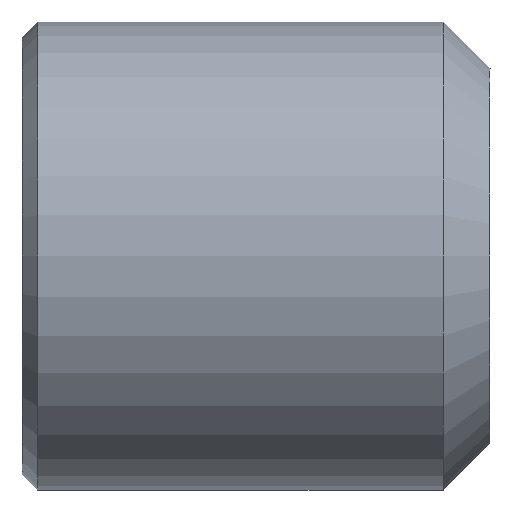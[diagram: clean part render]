
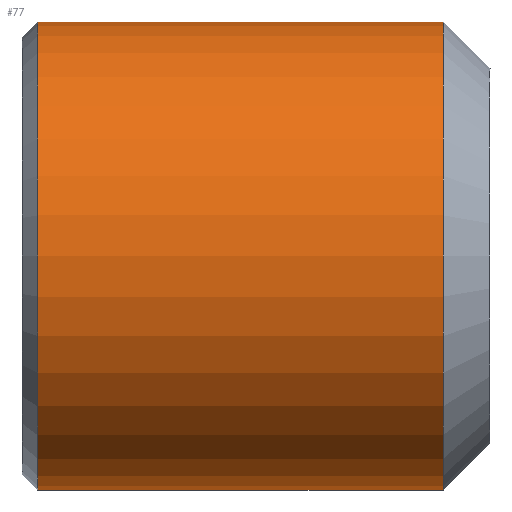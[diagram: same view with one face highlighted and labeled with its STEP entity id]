
A CAD part, left-side view. The second image highlights one B-rep face of the part: STEP entity #77.
In plain terms, the highlighted cylindrical face has radius 1.5 mm (diameter 3 mm), a full revolution.
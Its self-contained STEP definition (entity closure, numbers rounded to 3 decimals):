
#15=CYLINDRICAL_SURFACE('',#99,1.5);
#17=LINE('',#147,#20);
#20=VECTOR('',#124,1.5);
#26=FACE_OUTER_BOUND('',#31,.T.);
#31=EDGE_LOOP('',(#61,#62,#63,#64,#65,#66));
#35=CIRCLE('',#97,1.5);
#36=CIRCLE('',#98,1.5);
#37=CIRCLE('',#100,1.5);
#38=CIRCLE('',#101,1.5);
#41=VERTEX_POINT('',#137);
#42=VERTEX_POINT('',#138);
#43=VERTEX_POINT('',#143);
#44=VERTEX_POINT('',#144);
#47=EDGE_CURVE('',#41,#42,#35,.T.);
#49=EDGE_CURVE('',#42,#41,#36,.T.);
#50=EDGE_CURVE('',#43,#44,#37,.T.);
#51=EDGE_CURVE('',#44,#43,#38,.T.);
#52=EDGE_CURVE('',#44,#41,#17,.T.);
#61=ORIENTED_EDGE('',*,*,#50,.F.);
#62=ORIENTED_EDGE('',*,*,#51,.F.);
#63=ORIENTED_EDGE('',*,*,#52,.T.);
#64=ORIENTED_EDGE('',*,*,#49,.F.);
#65=ORIENTED_EDGE('',*,*,#47,.F.);
#66=ORIENTED_EDGE('',*,*,#52,.F.);
#77=ADVANCED_FACE('',(#26),#15,.T.);
#97=AXIS2_PLACEMENT_3D('',#139,#113,#114);
#98=AXIS2_PLACEMENT_3D('',#141,#116,#117);
#99=AXIS2_PLACEMENT_3D('',#142,#118,#119);
#100=AXIS2_PLACEMENT_3D('',#145,#120,#121);
#101=AXIS2_PLACEMENT_3D('',#146,#122,#123);
#113=DIRECTION('center_axis',(0.,-1.,0.));
#114=DIRECTION('ref_axis',(-1.,0.,0.));
#116=DIRECTION('center_axis',(0.,-1.,0.));
#117=DIRECTION('ref_axis',(-1.,0.,0.));
#118=DIRECTION('center_axis',(0.,1.,0.));
#119=DIRECTION('ref_axis',(1.,0.,0.));
#120=DIRECTION('center_axis',(0.,1.,0.));
#121=DIRECTION('ref_axis',(-1.,0.,0.));
#122=DIRECTION('center_axis',(0.,1.,0.));
#123=DIRECTION('ref_axis',(-1.,0.,0.));
#124=DIRECTION('',(0.,-1.,0.));
#137=CARTESIAN_POINT('',(-1.5,0.3,0.));
#138=CARTESIAN_POINT('',(0.,0.3,1.5));
#139=CARTESIAN_POINT('Origin',(0.,0.3,0.));
#141=CARTESIAN_POINT('Origin',(0.,0.3,0.));
#142=CARTESIAN_POINT('Origin',(0.,0.,0.));
#143=CARTESIAN_POINT('',(0.,2.9,1.5));
#144=CARTESIAN_POINT('',(-1.5,2.9,0.));
#145=CARTESIAN_POINT('Origin',(0.,2.9,0.));
#146=CARTESIAN_POINT('Origin',(0.,2.9,0.));
#147=CARTESIAN_POINT('',(-1.5,0.,0.));
